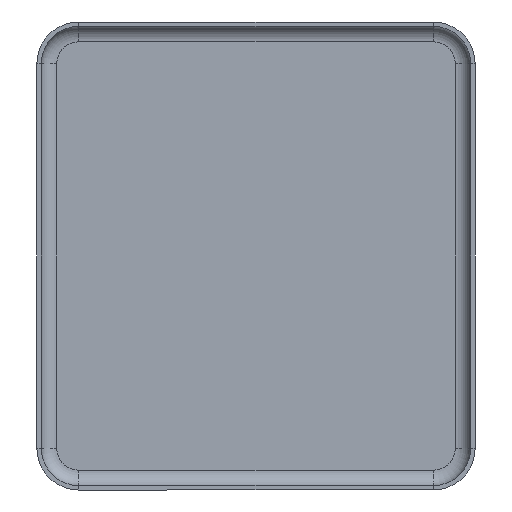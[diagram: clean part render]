
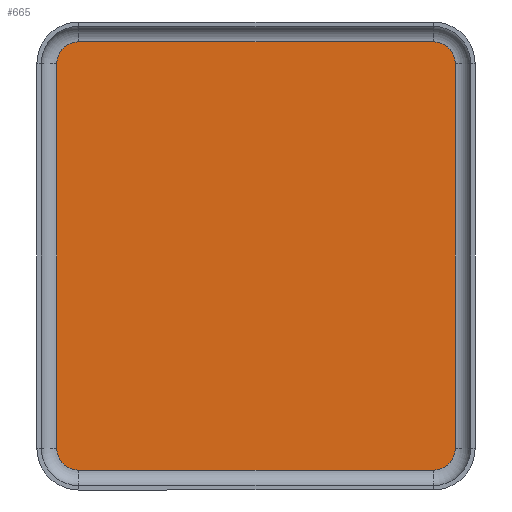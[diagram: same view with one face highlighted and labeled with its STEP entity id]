
A CAD part, front view. The second image highlights one B-rep face of the part: STEP entity #665.
In plain terms, the highlighted planar face has unit normal (0, -1, 0).
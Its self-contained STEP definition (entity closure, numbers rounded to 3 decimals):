
#26 = ORIENTED_EDGE ( 'NONE', *, *, #820, .F. ) ;
#40 = AXIS2_PLACEMENT_3D ( 'NONE', #694, #1052, #605 ) ;
#116 = DIRECTION ( 'NONE',  ( 0., 0., 1. ) ) ;
#117 = VECTOR ( 'NONE', #380, 1000. ) ;
#118 = AXIS2_PLACEMENT_3D ( 'NONE', #344, #979, #171 ) ;
#119 = ORIENTED_EDGE ( 'NONE', *, *, #1078, .F. ) ;
#123 = ORIENTED_EDGE ( 'NONE', *, *, #168, .F. ) ;
#152 = VERTEX_POINT ( 'NONE', #1119 ) ;
#168 = EDGE_CURVE ( 'NONE', #647, #178, #534, .T. ) ;
#171 = DIRECTION ( 'NONE',  ( 0., 0., -1. ) ) ;
#178 = VERTEX_POINT ( 'NONE', #572 ) ;
#179 = CARTESIAN_POINT ( 'NONE',  ( -9.05, -0.2, -8.725 ) ) ;
#195 = FACE_OUTER_BOUND ( 'NONE', #472, .T. ) ;
#215 = DIRECTION ( 'NONE',  ( 0., 1., 0. ) ) ;
#240 = AXIS2_PLACEMENT_3D ( 'NONE', #1060, #528, #804 ) ;
#243 = CARTESIAN_POINT ( 'NONE',  ( 8.05, -0.2, 8.725 ) ) ;
#250 = DIRECTION ( 'NONE',  ( 0., 1., 0. ) ) ;
#292 = VECTOR ( 'NONE', #1070, 1000. ) ;
#293 = ORIENTED_EDGE ( 'NONE', *, *, #691, .F. ) ;
#344 = CARTESIAN_POINT ( 'NONE',  ( 8.05, -0.2, 8.725 ) ) ;
#347 = LINE ( 'NONE', #558, #381 ) ;
#380 = DIRECTION ( 'NONE',  ( 0., 0., 1. ) ) ;
#381 = VECTOR ( 'NONE', #1006, 1000. ) ;
#384 = ORIENTED_EDGE ( 'NONE', *, *, #888, .F. ) ;
#396 = VERTEX_POINT ( 'NONE', #513 ) ;
#400 = EDGE_CURVE ( 'NONE', #425, #465, #896, .T. ) ;
#425 = VERTEX_POINT ( 'NONE', #781 ) ;
#429 = DIRECTION ( 'NONE',  ( -1., 0., 0. ) ) ;
#438 = CARTESIAN_POINT ( 'NONE',  ( 9.05, -0.2, 8.725 ) ) ;
#440 = EDGE_CURVE ( 'NONE', #809, #1015, #520, .T. ) ;
#444 = LINE ( 'NONE', #626, #737 ) ;
#457 = AXIS2_PLACEMENT_3D ( 'NONE', #655, #215, #116 ) ;
#465 = VERTEX_POINT ( 'NONE', #765 ) ;
#472 = EDGE_LOOP ( 'NONE', ( #663, #517, #123, #26, #384, #119, #706, #293 ) ) ;
#513 = CARTESIAN_POINT ( 'NONE',  ( -8.05, -0.2, -9.725 ) ) ;
#517 = ORIENTED_EDGE ( 'NONE', *, *, #730, .F. ) ;
#520 = CIRCLE ( 'NONE', #873, 1. ) ;
#521 = DIRECTION ( 'NONE',  ( 0., 0., 1. ) ) ;
#523 = CARTESIAN_POINT ( 'NONE',  ( -9.05, -0.2, 8.725 ) ) ;
#528 = DIRECTION ( 'NONE',  ( 0., 1., 0. ) ) ;
#534 = CIRCLE ( 'NONE', #457, 1. ) ;
#554 = CARTESIAN_POINT ( 'NONE',  ( 8.05, -0.2, 9.725 ) ) ;
#558 = CARTESIAN_POINT ( 'NONE',  ( -8.05, -0.2, 9.725 ) ) ;
#561 = LINE ( 'NONE', #179, #117 ) ;
#572 = CARTESIAN_POINT ( 'NONE',  ( -8.05, -0.2, 9.725 ) ) ;
#605 = DIRECTION ( 'NONE',  ( 0., 0., 1. ) ) ;
#622 = CARTESIAN_POINT ( 'NONE',  ( 9.05, -0.2, 8.725 ) ) ;
#626 = CARTESIAN_POINT ( 'NONE',  ( 8.05, -0.2, -9.725 ) ) ;
#647 = VERTEX_POINT ( 'NONE', #523 ) ;
#655 = CARTESIAN_POINT ( 'NONE',  ( -8.05, -0.2, 8.725 ) ) ;
#663 = ORIENTED_EDGE ( 'NONE', *, *, #440, .F. ) ;
#665 = ADVANCED_FACE ( 'NONE', ( #195 ), #881, .T. ) ;
#691 = EDGE_CURVE ( 'NONE', #1015, #425, #1121, .T. ) ;
#694 = CARTESIAN_POINT ( 'NONE',  ( 8.05, -0.2, -8.725 ) ) ;
#706 = ORIENTED_EDGE ( 'NONE', *, *, #400, .F. ) ;
#725 = CIRCLE ( 'NONE', #240, 1. ) ;
#730 = EDGE_CURVE ( 'NONE', #178, #809, #347, .T. ) ;
#737 = VECTOR ( 'NONE', #429, 1000. ) ;
#765 = CARTESIAN_POINT ( 'NONE',  ( 8.05, -0.2, -9.725 ) ) ;
#781 = CARTESIAN_POINT ( 'NONE',  ( 9.05, -0.2, -8.725 ) ) ;
#804 = DIRECTION ( 'NONE',  ( 0., 0., 1. ) ) ;
#809 = VERTEX_POINT ( 'NONE', #554 ) ;
#820 = EDGE_CURVE ( 'NONE', #152, #647, #561, .T. ) ;
#873 = AXIS2_PLACEMENT_3D ( 'NONE', #243, #250, #521 ) ;
#881 = PLANE ( 'NONE',  #118 ) ;
#888 = EDGE_CURVE ( 'NONE', #396, #152, #725, .T. ) ;
#896 = CIRCLE ( 'NONE', #40, 1. ) ;
#979 = DIRECTION ( 'NONE',  ( 0., -1., 0. ) ) ;
#1006 = DIRECTION ( 'NONE',  ( 1., 0., 0. ) ) ;
#1015 = VERTEX_POINT ( 'NONE', #622 ) ;
#1052 = DIRECTION ( 'NONE',  ( 0., 1., 0. ) ) ;
#1060 = CARTESIAN_POINT ( 'NONE',  ( -8.05, -0.2, -8.725 ) ) ;
#1070 = DIRECTION ( 'NONE',  ( 0., 0., -1. ) ) ;
#1078 = EDGE_CURVE ( 'NONE', #465, #396, #444, .T. ) ;
#1119 = CARTESIAN_POINT ( 'NONE',  ( -9.05, -0.2, -8.725 ) ) ;
#1121 = LINE ( 'NONE', #438, #292 ) ;
